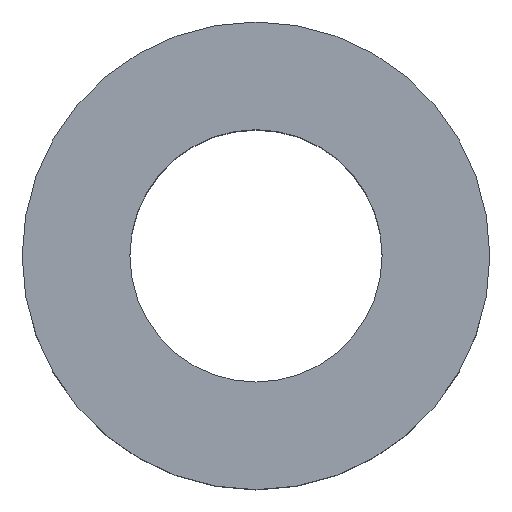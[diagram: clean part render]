
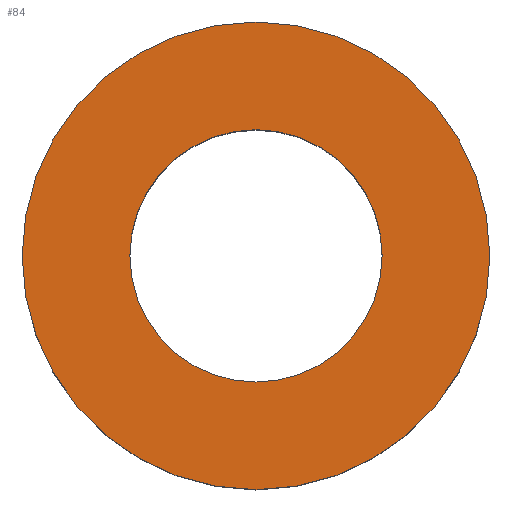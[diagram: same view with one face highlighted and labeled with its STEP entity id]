
A CAD part, top view. The second image highlights one B-rep face of the part: STEP entity #84.
In plain terms, the highlighted planar face has unit normal (0, 0, 1).
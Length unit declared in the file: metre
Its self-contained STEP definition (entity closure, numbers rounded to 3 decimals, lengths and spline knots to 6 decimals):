
#13=PLANE('',#108);
#20=ORIENTED_EDGE('',*,*,#30,.F.);
#21=ORIENTED_EDGE('',*,*,#32,.T.);
#30=EDGE_CURVE('',#37,#37,#44,.T.);
#32=EDGE_CURVE('',#39,#39,#46,.T.);
#37=VERTEX_POINT('',#149);
#39=VERTEX_POINT('',#154);
#44=CIRCLE('',#103,0.0015);
#46=CIRCLE('',#106,0.00278);
#55=EDGE_LOOP('',(#20));
#56=EDGE_LOOP('',(#21));
#69=FACE_BOUND('',#55,.T.);
#70=FACE_BOUND('',#56,.T.);
#84=ADVANCED_FACE('',(#69,#70),#13,.T.);
#103=AXIS2_PLACEMENT_3D('',#148,#120,#121);
#106=AXIS2_PLACEMENT_3D('',#153,#126,#127);
#108=AXIS2_PLACEMENT_3D('',#157,#130,#131);
#120=DIRECTION('',(0.,0.,1.));
#121=DIRECTION('',(1.,0.,0.));
#126=DIRECTION('',(0.,0.,1.));
#127=DIRECTION('',(1.,0.,0.));
#130=DIRECTION('',(0.,0.,1.));
#131=DIRECTION('',(1.,0.,0.));
#148=CARTESIAN_POINT('',(0.,0.,0.002));
#149=CARTESIAN_POINT('',(0.0015,0.,0.002));
#153=CARTESIAN_POINT('',(0.,0.,0.002));
#154=CARTESIAN_POINT('',(0.00278,0.,0.002));
#157=CARTESIAN_POINT('',(0.,0.,0.002));
